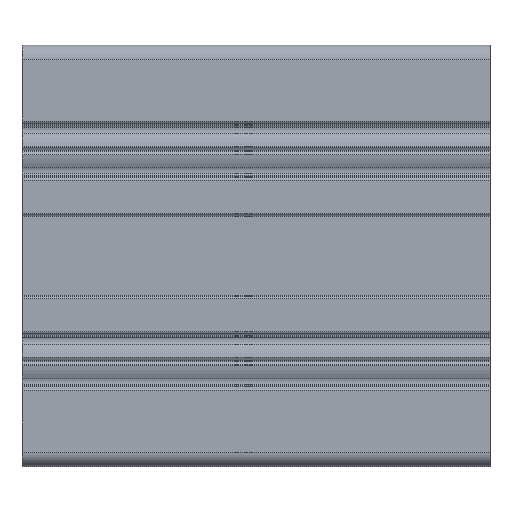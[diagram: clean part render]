
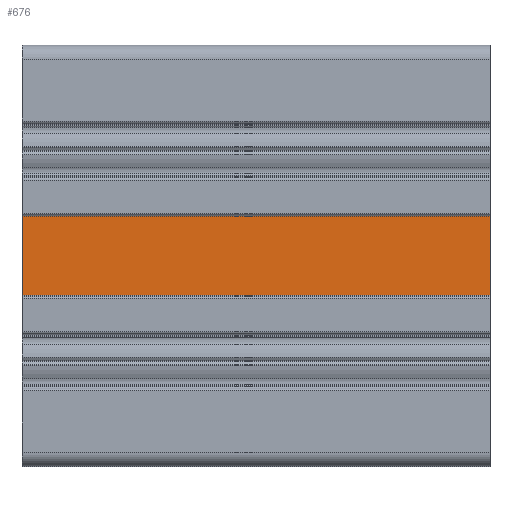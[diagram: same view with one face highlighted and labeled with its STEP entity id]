
A CAD part, top view. The second image highlights one B-rep face of the part: STEP entity #676.
In plain terms, the highlighted planar face has unit normal (0, 0, 1).
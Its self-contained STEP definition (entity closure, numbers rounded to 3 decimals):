
#233 = VERTEX_POINT ( 'NONE', #886 ) ;
#676 = ADVANCED_FACE ( 'NONE', ( #7512 ), #4710, .F. ) ;
#886 = CARTESIAN_POINT ( 'NONE',  ( -40.816, 46.448, 21.5 ) ) ;
#1141 = VECTOR ( 'NONE', #5201, 1000. ) ;
#1788 = EDGE_CURVE ( 'NONE', #10790, #2300, #2710, .T. ) ;
#1818 = CARTESIAN_POINT ( 'NONE',  ( 59.184, 46.448, 21.5 ) ) ;
#2209 = EDGE_CURVE ( 'NONE', #10790, #12780, #4462, .T. ) ;
#2300 = VERTEX_POINT ( 'NONE', #6322 ) ;
#2710 = LINE ( 'NONE', #11116, #8554 ) ;
#3585 = VECTOR ( 'NONE', #11799, 1000. ) ;
#4336 = DIRECTION ( 'NONE',  ( -1., 0., 0. ) ) ;
#4462 = LINE ( 'NONE', #11749, #3585 ) ;
#4710 = PLANE ( 'NONE',  #6549 ) ;
#5116 = DIRECTION ( 'NONE',  ( -1., 0., 0. ) ) ;
#5144 = LINE ( 'NONE', #1818, #9894 ) ;
#5201 = DIRECTION ( 'NONE',  ( 0., -1., 0. ) ) ;
#5596 = LINE ( 'NONE', #14060, #1141 ) ;
#6322 = CARTESIAN_POINT ( 'NONE',  ( -40.816, 63.348, 21.5 ) ) ;
#6549 = AXIS2_PLACEMENT_3D ( 'NONE', #7079, #12615, #6975 ) ;
#6975 = DIRECTION ( 'NONE',  ( -1., 0., 0. ) ) ;
#7079 = CARTESIAN_POINT ( 'NONE',  ( 59.184, 46.448, 21.5 ) ) ;
#7512 = FACE_OUTER_BOUND ( 'NONE', #11436, .T. ) ;
#7667 = EDGE_CURVE ( 'NONE', #2300, #233, #5596, .T. ) ;
#7744 = CARTESIAN_POINT ( 'NONE',  ( 59.184, 46.448, 21.5 ) ) ;
#8554 = VECTOR ( 'NONE', #4336, 1000. ) ;
#9894 = VECTOR ( 'NONE', #5116, 1000. ) ;
#10283 = ORIENTED_EDGE ( 'NONE', *, *, #12598, .F. ) ;
#10790 = VERTEX_POINT ( 'NONE', #13305 ) ;
#11116 = CARTESIAN_POINT ( 'NONE',  ( 59.184, 63.348, 21.5 ) ) ;
#11436 = EDGE_LOOP ( 'NONE', ( #12918, #10283, #11446, #14125 ) ) ;
#11446 = ORIENTED_EDGE ( 'NONE', *, *, #2209, .F. ) ;
#11749 = CARTESIAN_POINT ( 'NONE',  ( 59.184, 46.448, 21.5 ) ) ;
#11799 = DIRECTION ( 'NONE',  ( 0., -1., 0. ) ) ;
#12598 = EDGE_CURVE ( 'NONE', #12780, #233, #5144, .T. ) ;
#12615 = DIRECTION ( 'NONE',  ( 0., 0., -1. ) ) ;
#12780 = VERTEX_POINT ( 'NONE', #7744 ) ;
#12918 = ORIENTED_EDGE ( 'NONE', *, *, #7667, .T. ) ;
#13305 = CARTESIAN_POINT ( 'NONE',  ( 59.184, 63.348, 21.5 ) ) ;
#14060 = CARTESIAN_POINT ( 'NONE',  ( -40.816, 46.448, 21.5 ) ) ;
#14125 = ORIENTED_EDGE ( 'NONE', *, *, #1788, .T. ) ;
